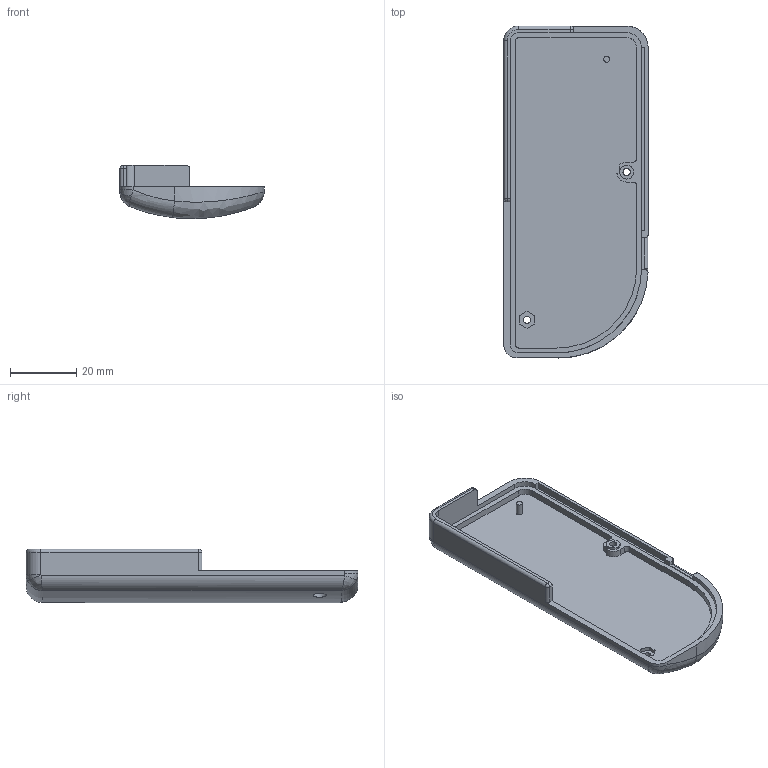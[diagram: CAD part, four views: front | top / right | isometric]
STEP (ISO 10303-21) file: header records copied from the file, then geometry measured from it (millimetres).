
FILE_DESCRIPTION(/* description */ (''),/* implementation_level */ '2;1');
FILE_NAME(/* name */ 'KeyFuda03 v11.step',/* time_stamp */ '2023-08-04T14:51:40+09:00',/* author */ (''),/* organization */ (''),/* preprocessor_version */ 'ST-DEVELOPER v20',/* originating_system */ 'Autodesk Translation Framework v12.9.0.99',/* authorisation */ '');
FILE_SCHEMA (('AUTOMOTIVE_DESIGN { 1 0 10303 214 3 1 1 }'));
Length unit declared in the file: millimetre
Products named in the file (1): KeyFuda03
Bounding box: 43.5 x 100 x 16.1 mm (x, y, z)
Volume: 21065 mm3; surface area: 11691.8 mm2
Topology: 1 solids, 1 shells, 92 faces, 237 edges, 151 vertices
Faces by surface type: plane 43, cylinder 36, bspline 8, torus 3, sphere 2
Full cylindrical faces by diameter (mm): 1.8 x1, 2.2 x2, 4 x2, 4.2 x1
Entity records: 3182 total; most frequent: CARTESIAN_POINT 919, ORIENTED_EDGE 470, DIRECTION 452, EDGE_CURVE 235, AXIS2_PLACEMENT_3D 157, VERTEX_POINT 151, LINE 138, VECTOR 138
